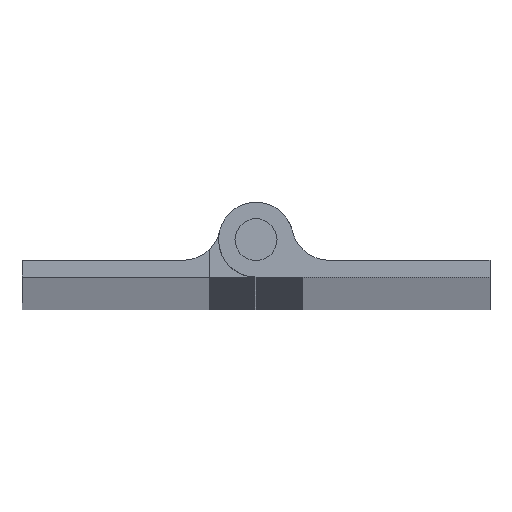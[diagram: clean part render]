
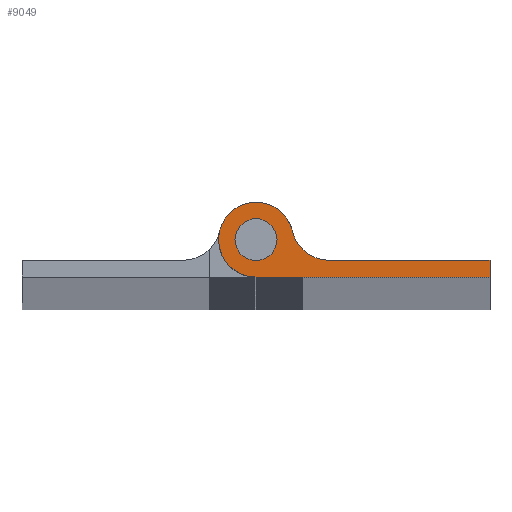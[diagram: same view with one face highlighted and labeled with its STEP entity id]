
A CAD part, top view. The second image highlights one B-rep face of the part: STEP entity #9049.
In plain terms, the highlighted planar face has unit normal (0, 0, 1).
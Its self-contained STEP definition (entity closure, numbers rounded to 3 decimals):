
#184 = EDGE_CURVE ( 'NONE', #29831, #29876, #14337, .T. ) ;
#429 = CARTESIAN_POINT ( 'NONE',  ( 7.795, -2.2, 1000. ) ) ;
#973 = VECTOR ( 'NONE', #31209, 1000. ) ;
#1033 = DIRECTION ( 'NONE',  ( 1., 0., 0. ) ) ;
#1121 = LINE ( 'NONE', #34070, #27591 ) ;
#1581 = ORIENTED_EDGE ( 'NONE', *, *, #20299, .F. ) ;
#2078 = LINE ( 'NONE', #35000, #973 ) ;
#2698 = AXIS2_PLACEMENT_3D ( 'NONE', #13262, #9487, #5738 ) ;
#2914 = ORIENTED_EDGE ( 'NONE', *, *, #184, .F. ) ;
#3890 = EDGE_CURVE ( 'NONE', #26383, #21493, #28846, .T. ) ;
#4573 = CARTESIAN_POINT ( 'NONE',  ( 25., -2.2, 1000. ) ) ;
#4818 = DIRECTION ( 'NONE',  ( 0., 0., 1. ) ) ;
#5738 = DIRECTION ( 'NONE',  ( 1., 0., 0. ) ) ;
#6372 = AXIS2_PLACEMENT_3D ( 'NONE', #28880, #25135, #21370 ) ;
#7154 = DIRECTION ( 'NONE',  ( 1., 0., 0. ) ) ;
#7374 = CIRCLE ( 'NONE', #6372, 4. ) ;
#8572 = CARTESIAN_POINT ( 'NONE',  ( 0., 0., 1000. ) ) ;
#9049 = ADVANCED_FACE ( 'NONE', ( #29302, #34998 ), #27524, .F. ) ;
#9487 = DIRECTION ( 'NONE',  ( 0., 0., 1. ) ) ;
#10913 = DIRECTION ( 'NONE',  ( 0., 0., -1. ) ) ;
#11180 = EDGE_LOOP ( 'NONE', ( #1581, #2914 ) ) ;
#11933 = CIRCLE ( 'NONE', #2698, 2.25 ) ;
#12028 = AXIS2_PLACEMENT_3D ( 'NONE', #8572, #4818, #1033 ) ;
#12113 = ORIENTED_EDGE ( 'NONE', *, *, #24976, .T. ) ;
#12137 = CARTESIAN_POINT ( 'NONE',  ( 2.25, 0., 1000. ) ) ;
#12837 = CIRCLE ( 'NONE', #13777, 4. ) ;
#13262 = CARTESIAN_POINT ( 'NONE',  ( 0., 0., 1000. ) ) ;
#13777 = AXIS2_PLACEMENT_3D ( 'NONE', #15564, #29689, #25954 ) ;
#14337 = CIRCLE ( 'NONE', #12028, 2.25 ) ;
#14664 = CARTESIAN_POINT ( 'NONE',  ( 7.795, 1.8, 1000. ) ) ;
#15564 = CARTESIAN_POINT ( 'NONE',  ( 0., 0., 1000. ) ) ;
#15599 = ORIENTED_EDGE ( 'NONE', *, *, #32251, .T. ) ;
#16263 = DIRECTION ( 'NONE',  ( -1., 0., 0. ) ) ;
#16415 = EDGE_CURVE ( 'NONE', #21493, #17560, #1121, .T. ) ;
#17560 = VERTEX_POINT ( 'NONE', #4573 ) ;
#19297 = ORIENTED_EDGE ( 'NONE', *, *, #23440, .T. ) ;
#20005 = DIRECTION ( 'NONE',  ( 0., 0., -1. ) ) ;
#20057 = VERTEX_POINT ( 'NONE', #429 ) ;
#20299 = EDGE_CURVE ( 'NONE', #29876, #29831, #11933, .T. ) ;
#21005 = VERTEX_POINT ( 'NONE', #33514 ) ;
#21331 = DIRECTION ( 'NONE',  ( 1., 0., 0. ) ) ;
#21370 = DIRECTION ( 'NONE',  ( -1., 0., 0. ) ) ;
#21493 = VERTEX_POINT ( 'NONE', #31888 ) ;
#23422 = ORIENTED_EDGE ( 'NONE', *, *, #16415, .T. ) ;
#23440 = EDGE_CURVE ( 'NONE', #21005, #26380, #12837, .T. ) ;
#23715 = EDGE_CURVE ( 'NONE', #17560, #20057, #2078, .T. ) ;
#23765 = CARTESIAN_POINT ( 'NONE',  ( 0., 0., 1000. ) ) ;
#24123 = VECTOR ( 'NONE', #21331, 1000. ) ;
#24976 = EDGE_CURVE ( 'NONE', #20057, #21005, #35914, .T. ) ;
#25101 = CARTESIAN_POINT ( 'NONE',  ( 0., -4., 1000. ) ) ;
#25135 = DIRECTION ( 'NONE',  ( 0., 0., 1. ) ) ;
#25954 = DIRECTION ( 'NONE',  ( -1., 0., 0. ) ) ;
#26380 = VERTEX_POINT ( 'NONE', #32635 ) ;
#26383 = VERTEX_POINT ( 'NONE', #28900 ) ;
#27046 = AXIS2_PLACEMENT_3D ( 'NONE', #14664, #10913, #7154 ) ;
#27524 = PLANE ( 'NONE',  #34047 ) ;
#27591 = VECTOR ( 'NONE', #30296, 1000. ) ;
#28846 = LINE ( 'NONE', #25101, #24123 ) ;
#28880 = CARTESIAN_POINT ( 'NONE',  ( 0., 0., 1000. ) ) ;
#28900 = CARTESIAN_POINT ( 'NONE',  ( 0., -4., 1000. ) ) ;
#29302 = FACE_OUTER_BOUND ( 'NONE', #35415, .T. ) ;
#29689 = DIRECTION ( 'NONE',  ( 0., 0., 1. ) ) ;
#29831 = VERTEX_POINT ( 'NONE', #12137 ) ;
#29876 = VERTEX_POINT ( 'NONE', #35783 ) ;
#30296 = DIRECTION ( 'NONE',  ( 0., 1., 0. ) ) ;
#30523 = ORIENTED_EDGE ( 'NONE', *, *, #3890, .T. ) ;
#31209 = DIRECTION ( 'NONE',  ( -1., 0., 0. ) ) ;
#31888 = CARTESIAN_POINT ( 'NONE',  ( 25., -4., 1000. ) ) ;
#32251 = EDGE_CURVE ( 'NONE', #26380, #26383, #7374, .T. ) ;
#32489 = ORIENTED_EDGE ( 'NONE', *, *, #23715, .T. ) ;
#32635 = CARTESIAN_POINT ( 'NONE',  ( -4., 0., 1000. ) ) ;
#33514 = CARTESIAN_POINT ( 'NONE',  ( 3.897, 0.9, 1000. ) ) ;
#34047 = AXIS2_PLACEMENT_3D ( 'NONE', #23765, #20005, #16263 ) ;
#34070 = CARTESIAN_POINT ( 'NONE',  ( 25., -4., 1000. ) ) ;
#34998 = FACE_BOUND ( 'NONE', #11180, .T. ) ;
#35000 = CARTESIAN_POINT ( 'NONE',  ( 25., -2.2, 1000. ) ) ;
#35415 = EDGE_LOOP ( 'NONE', ( #19297, #15599, #30523, #23422, #32489, #12113 ) ) ;
#35783 = CARTESIAN_POINT ( 'NONE',  ( -2.25, 0., 1000. ) ) ;
#35914 = CIRCLE ( 'NONE', #27046, 4. ) ;
